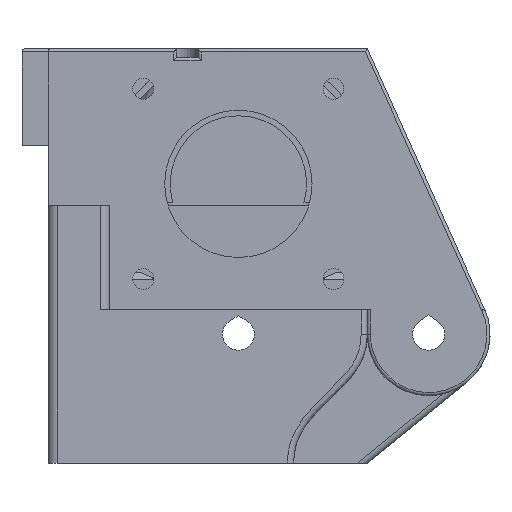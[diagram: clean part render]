
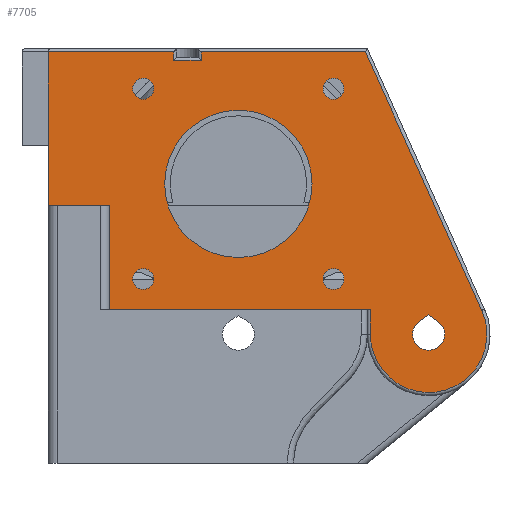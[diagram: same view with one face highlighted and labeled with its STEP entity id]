
A CAD part, left-side view. The second image highlights one B-rep face of the part: STEP entity #7705.
In plain terms, the highlighted planar face has unit normal (-1, 0, 0).
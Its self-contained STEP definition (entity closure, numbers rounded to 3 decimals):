
#99=FACE_BOUND('',#1173,.T.);
#100=FACE_BOUND('',#1174,.T.);
#101=FACE_BOUND('',#1175,.T.);
#102=FACE_BOUND('',#1176,.T.);
#103=FACE_BOUND('',#1177,.T.);
#104=FACE_BOUND('',#1178,.T.);
#271=PLANE('',#8397);
#709=FACE_OUTER_BOUND('',#1172,.T.);
#1172=EDGE_LOOP('',(#6798,#6799,#6800,#6801,#6802,#6803,#6804,#6805,#6806,
#6807,#6808,#6809));
#1173=EDGE_LOOP('',(#6810));
#1174=EDGE_LOOP('',(#6811));
#1175=EDGE_LOOP('',(#6812));
#1176=EDGE_LOOP('',(#6813));
#1177=EDGE_LOOP('',(#6814));
#1178=EDGE_LOOP('',(#6815,#6816,#6817));
#1626=CIRCLE('',#8272,9.5);
#1667=CIRCLE('',#8398,1.7);
#1668=CIRCLE('',#8399,1.7);
#1669=CIRCLE('',#8400,1.7);
#1670=CIRCLE('',#8401,12.);
#1671=CIRCLE('',#8402,1.7);
#1672=CIRCLE('',#8403,2.6);
#2110=LINE('',#18741,#2758);
#2111=LINE('',#18746,#2759);
#2113=LINE('',#18753,#2761);
#2115=LINE('',#18760,#2763);
#2116=LINE('',#18764,#2764);
#2119=LINE('',#18779,#2767);
#2120=LINE('',#18781,#2768);
#2265=LINE('',#19148,#2913);
#2268=LINE('',#19154,#2916);
#2271=LINE('',#19160,#2919);
#2272=LINE('',#19161,#2920);
#2273=LINE('',#19174,#2921);
#2274=LINE('',#19177,#2922);
#2758=VECTOR('',#9836,10.);
#2759=VECTOR('',#9843,10.);
#2761=VECTOR('',#9849,10.);
#2763=VECTOR('',#9857,10.);
#2764=VECTOR('',#9862,10.);
#2767=VECTOR('',#9879,10.);
#2768=VECTOR('',#9882,10.);
#2913=VECTOR('',#10267,10.);
#2916=VECTOR('',#10272,10.);
#2919=VECTOR('',#10277,10.);
#2920=VECTOR('',#10278,10.);
#2921=VECTOR('',#10289,10.);
#2922=VECTOR('',#10292,10.);
#3547=VERTEX_POINT('',#18739);
#3548=VERTEX_POINT('',#18740);
#3549=VERTEX_POINT('',#18745);
#3551=VERTEX_POINT('',#18751);
#3552=VERTEX_POINT('',#18752);
#3554=VERTEX_POINT('',#18759);
#3555=VERTEX_POINT('',#18763);
#3557=VERTEX_POINT('',#18769);
#3559=VERTEX_POINT('',#18775);
#3662=VERTEX_POINT('',#19147);
#3664=VERTEX_POINT('',#19153);
#3666=VERTEX_POINT('',#19159);
#3667=VERTEX_POINT('',#19162);
#3668=VERTEX_POINT('',#19164);
#3669=VERTEX_POINT('',#19166);
#3670=VERTEX_POINT('',#19168);
#3671=VERTEX_POINT('',#19170);
#3672=VERTEX_POINT('',#19172);
#3673=VERTEX_POINT('',#19173);
#3674=VERTEX_POINT('',#19175);
#4538=EDGE_CURVE('',#3547,#3548,#2110,.T.);
#4541=EDGE_CURVE('',#3548,#3549,#2111,.T.);
#4544=EDGE_CURVE('',#3551,#3552,#2113,.T.);
#4548=EDGE_CURVE('',#3552,#3554,#2115,.T.);
#4550=EDGE_CURVE('',#3554,#3555,#2116,.T.);
#4555=EDGE_CURVE('',#3555,#3557,#1626,.T.);
#4558=EDGE_CURVE('',#3557,#3559,#2119,.T.);
#4559=EDGE_CURVE('',#3549,#3551,#2120,.T.);
#4743=EDGE_CURVE('',#3662,#3559,#2265,.T.);
#4746=EDGE_CURVE('',#3664,#3662,#2268,.T.);
#4749=EDGE_CURVE('',#3547,#3666,#2271,.T.);
#4750=EDGE_CURVE('',#3666,#3664,#2272,.T.);
#4751=EDGE_CURVE('',#3667,#3667,#1667,.T.);
#4752=EDGE_CURVE('',#3668,#3668,#1668,.T.);
#4753=EDGE_CURVE('',#3669,#3669,#1669,.T.);
#4754=EDGE_CURVE('',#3670,#3670,#1670,.T.);
#4755=EDGE_CURVE('',#3671,#3671,#1671,.T.);
#4756=EDGE_CURVE('',#3672,#3673,#2273,.T.);
#4757=EDGE_CURVE('',#3673,#3674,#1672,.T.);
#4758=EDGE_CURVE('',#3674,#3672,#2274,.T.);
#6798=ORIENTED_EDGE('',*,*,#4538,.F.);
#6799=ORIENTED_EDGE('',*,*,#4749,.T.);
#6800=ORIENTED_EDGE('',*,*,#4750,.T.);
#6801=ORIENTED_EDGE('',*,*,#4746,.T.);
#6802=ORIENTED_EDGE('',*,*,#4743,.T.);
#6803=ORIENTED_EDGE('',*,*,#4558,.F.);
#6804=ORIENTED_EDGE('',*,*,#4555,.F.);
#6805=ORIENTED_EDGE('',*,*,#4550,.F.);
#6806=ORIENTED_EDGE('',*,*,#4548,.F.);
#6807=ORIENTED_EDGE('',*,*,#4544,.F.);
#6808=ORIENTED_EDGE('',*,*,#4559,.F.);
#6809=ORIENTED_EDGE('',*,*,#4541,.F.);
#6810=ORIENTED_EDGE('',*,*,#4751,.T.);
#6811=ORIENTED_EDGE('',*,*,#4752,.T.);
#6812=ORIENTED_EDGE('',*,*,#4753,.T.);
#6813=ORIENTED_EDGE('',*,*,#4754,.T.);
#6814=ORIENTED_EDGE('',*,*,#4755,.T.);
#6815=ORIENTED_EDGE('',*,*,#4756,.T.);
#6816=ORIENTED_EDGE('',*,*,#4757,.T.);
#6817=ORIENTED_EDGE('',*,*,#4758,.T.);
#7705=ADVANCED_FACE('',(#709,#99,#100,#101,#102,#103,#104),#271,.T.);
#8272=AXIS2_PLACEMENT_3D('',#18773,#9872,#9873);
#8397=AXIS2_PLACEMENT_3D('',#19158,#10275,#10276);
#8398=AXIS2_PLACEMENT_3D('',#19163,#10279,#10280);
#8399=AXIS2_PLACEMENT_3D('',#19165,#10281,#10282);
#8400=AXIS2_PLACEMENT_3D('',#19167,#10283,#10284);
#8401=AXIS2_PLACEMENT_3D('',#19169,#10285,#10286);
#8402=AXIS2_PLACEMENT_3D('',#19171,#10287,#10288);
#8403=AXIS2_PLACEMENT_3D('',#19176,#10290,#10291);
#9836=DIRECTION('',(0.,-1.,0.));
#9843=DIRECTION('',(0.,0.,-1.));
#9849=DIRECTION('',(0.,0.,1.));
#9857=DIRECTION('',(0.,-1.,0.));
#9862=DIRECTION('',(0.,-0.411,-0.912));
#9872=DIRECTION('center_axis',(1.,0.,0.));
#9873=DIRECTION('ref_axis',(0.,-0.21,-0.978));
#9879=DIRECTION('',(0.,0.,1.));
#9882=DIRECTION('',(0.,-1.,0.));
#10267=DIRECTION('',(0.,-1.,0.));
#10272=DIRECTION('',(0.,0.,-1.));
#10275=DIRECTION('center_axis',(-1.,0.,0.));
#10276=DIRECTION('ref_axis',(0.,-1.,0.));
#10277=DIRECTION('',(0.,0.,-1.));
#10278=DIRECTION('',(0.,-1.,0.));
#10279=DIRECTION('center_axis',(1.,0.,0.));
#10280=DIRECTION('ref_axis',(0.,-1.,0.));
#10281=DIRECTION('center_axis',(1.,0.,0.));
#10282=DIRECTION('ref_axis',(0.,-1.,0.));
#10283=DIRECTION('center_axis',(1.,0.,0.));
#10284=DIRECTION('ref_axis',(0.,-1.,0.));
#10285=DIRECTION('center_axis',(1.,0.,0.));
#10286=DIRECTION('ref_axis',(0.,-1.,0.));
#10287=DIRECTION('center_axis',(1.,0.,0.));
#10288=DIRECTION('ref_axis',(0.,-1.,0.));
#10289=DIRECTION('',(0.,-0.817,-0.577));
#10290=DIRECTION('center_axis',(1.,0.,0.));
#10291=DIRECTION('ref_axis',(0.,-1.,0.));
#10292=DIRECTION('',(0.,-0.817,0.577));
#18739=CARTESIAN_POINT('',(-123.,31.,46.));
#18740=CARTESIAN_POINT('',(-123.,10.548,46.));
#18741=CARTESIAN_POINT('',(-123.,10.5,46.));
#18745=CARTESIAN_POINT('',(-123.,10.548,44.6));
#18746=CARTESIAN_POINT('',(-123.,10.548,35.5));
#18751=CARTESIAN_POINT('',(-123.,6.048,44.6));
#18752=CARTESIAN_POINT('',(-123.,6.048,46.));
#18753=CARTESIAN_POINT('',(-123.,6.048,35.5));
#18759=CARTESIAN_POINT('',(-123.,-20.677,46.));
#18760=CARTESIAN_POINT('',(-123.,10.5,46.));
#18763=CARTESIAN_POINT('',(-123.,-39.66,3.905));
#18764=CARTESIAN_POINT('',(-123.,-22.892,41.088));
#18769=CARTESIAN_POINT('',(-123.,-21.5,0.));
#18773=CARTESIAN_POINT('Origin',(-123.,-31.,0.));
#18775=CARTESIAN_POINT('',(-123.,-21.5,4.));
#18779=CARTESIAN_POINT('',(-123.,-21.5,12.25));
#18781=CARTESIAN_POINT('',(-123.,5.149,44.6));
#19147=CARTESIAN_POINT('',(-123.,21.,4.));
#19148=CARTESIAN_POINT('',(-123.,-10.5,4.));
#19153=CARTESIAN_POINT('',(-123.,21.,21.));
#19154=CARTESIAN_POINT('',(-123.,21.,44.75));
#19158=CARTESIAN_POINT('Origin',(-123.,0.,24.5));
#19159=CARTESIAN_POINT('',(-123.,31.,21.));
#19160=CARTESIAN_POINT('',(-123.,31.,46.5));
#19161=CARTESIAN_POINT('',(-123.,13.,21.));
#19162=CARTESIAN_POINT('',(-123.,17.2,40.));
#19163=CARTESIAN_POINT('Origin',(-123.,15.5,40.));
#19164=CARTESIAN_POINT('',(-123.,-13.8,40.));
#19165=CARTESIAN_POINT('Origin',(-123.,-15.5,40.));
#19166=CARTESIAN_POINT('',(-123.,-13.8,9.));
#19167=CARTESIAN_POINT('Origin',(-123.,-15.5,9.));
#19168=CARTESIAN_POINT('',(-123.,12.,24.5));
#19169=CARTESIAN_POINT('Origin',(-123.,0.,24.5));
#19170=CARTESIAN_POINT('',(-123.,17.2,9.));
#19171=CARTESIAN_POINT('Origin',(-123.,15.5,9.));
#19172=CARTESIAN_POINT('',(-123.,-31.,3.182));
#19173=CARTESIAN_POINT('',(-123.,-32.499,2.124));
#19174=CARTESIAN_POINT('',(-123.,-15.631,14.026));
#19175=CARTESIAN_POINT('',(-123.,-29.501,2.124));
#19176=CARTESIAN_POINT('Origin',(-123.,-31.,0.));
#19177=CARTESIAN_POINT('',(-123.,-24.924,-1.105));
